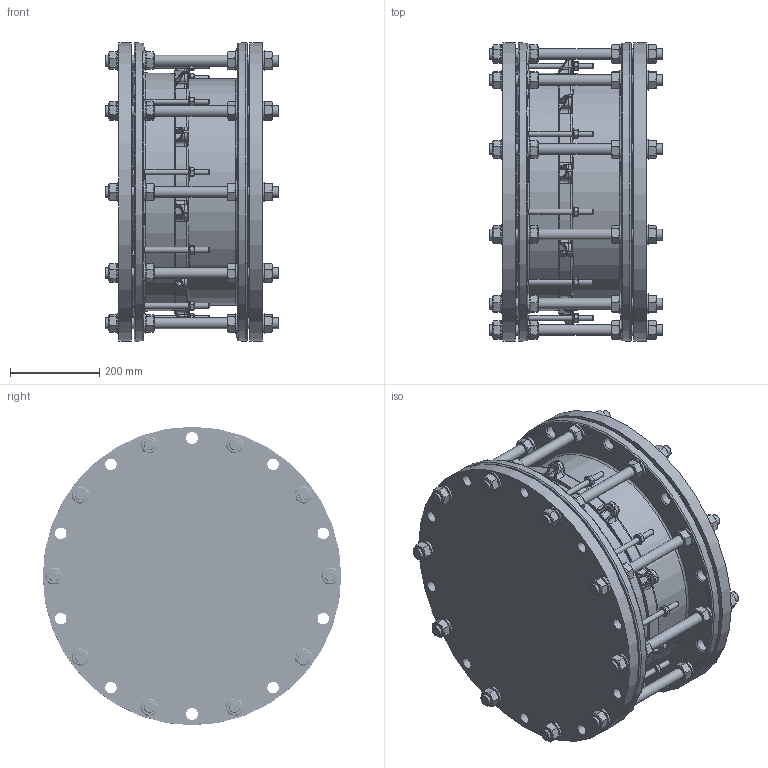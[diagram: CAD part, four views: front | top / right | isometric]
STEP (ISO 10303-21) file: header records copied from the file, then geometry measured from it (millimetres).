
FILE_DESCRIPTION(/* description */ ('PAS-10-CAST-DN500-PN10'),/* implementation_level */ '2;1');
FILE_NAME(/* name */ 'PAS-10-CAST-DN500-PN10.stp',/* time_stamp */ '2017-11-01T13:01:18+01:00',/* author */ ('HP-620 op ssd'),/* organization */ (''),/* preprocessor_version */ 'ST-DEVELOPER v16.5',/* originating_system */ 'Autodesk Inventor 2017',/* authorisation */ '');
FILE_SCHEMA (('AUTOMOTIVE_DESIGN { 1 0 10303 214 3 1 1 }'));
Length unit declared in the file: millimetre
Products named in the file (13): PAS-10-CAST-DN500-PN10; DN500-PN10 RF-Fpiece; FABodycast-PN10-DN500-OD508-RF-RB; 13005484; 13000055; ISO 7005-1 Blank Flange Type 05 Flat Face - ISO PN 10 DN500; ISO 7483 Non-metalic Flat Gasket Inside Bolt Circle - PN 10-M500-3; Washer-M24-DIN125A-HDG-0001; DIN 934 - M24; 13000321; 13000xx2; Washer-M12-DIN125A-HDG-0001; Nut-M12-ST 8-HDG
Assembly tree (128 placements, depth 2):
  PAS-10-CAST-DN500-PN10
    DN500-PN10 RF-Fpiece
    FABodycast-PN10-DN500-OD508-RF-RB
    13005484
    13000055
    ISO 7005-1 Blank Flange Type 05 Flat Face - ISO PN 10 DN500  x2
    ISO 7483 Non-metalic Flat Gasket Inside Bolt Circle - PN 10-M500-3  x2
    Washer-M24-DIN125A-HDG-0001  x40
    DIN 934 - M24  x40
    13000321  x10
    13000xx2  x10
    Washer-M12-DIN125A-HDG-0001  x10
    Nut-M12-ST 8-HDG  x10
Bounding box: 390 x 669.91 x 669.9 mm (x, y, z)
Volume: 33417420.2 mm3; surface area: 4528540.3 mm2
Topology: 128 solids, 128 shells, 3945 faces, 9871 edges, 6294 vertices
Faces by surface type: plane 1686, bspline 1225, cone 440, cylinder 383, torus 191, sphere 20
Full cylindrical faces by diameter (mm): 10.106 x10, 11.053 x10, 12 x10, 14 x10, 17.2 x10, 20.752 x40, 24 x20, 25 x40, 26 x40, 44 x40, 492 x1, 500 x1, 508 x4, 513 x1, 536 x1, 594 x2, 670 x2
Entity records: 130258 total; most frequent: CARTESIAN_POINT 63712, ORIENTED_EDGE 14708, DIRECTION 9821, EDGE_CURVE 7354, VERTEX_POINT 4824, LINE 3689, VECTOR 3689, EDGE_LOOP 3360
